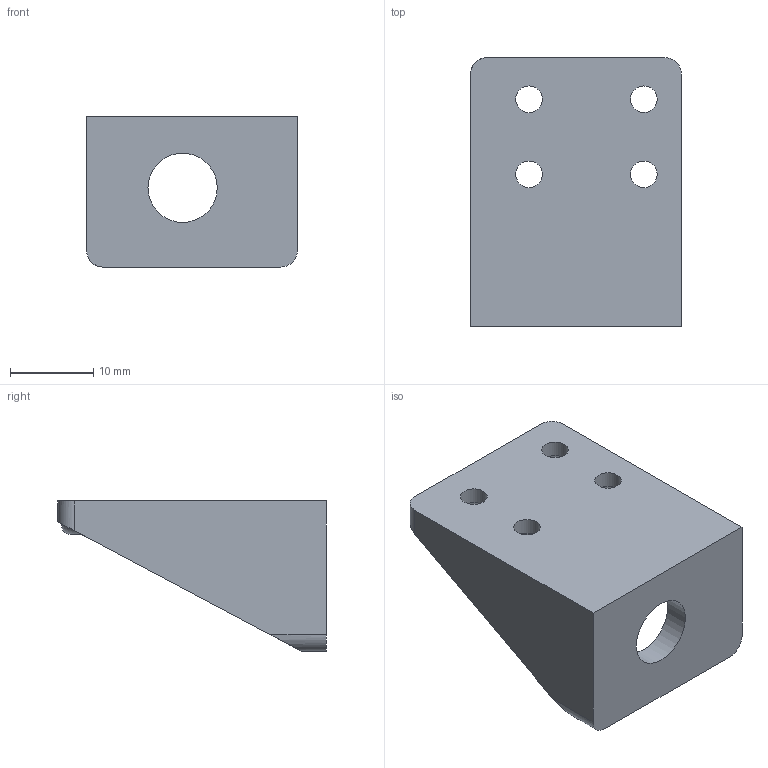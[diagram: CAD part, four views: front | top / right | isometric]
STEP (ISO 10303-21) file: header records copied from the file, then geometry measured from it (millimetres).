
FILE_DESCRIPTION(/* description */ (''),/* implementation_level */ '2;1');
FILE_NAME(/* name */ 'Inductive sensor mount.step',/* time_stamp */ '2022-10-01T21:01:18+08:00',/* author */ (''),/* organization */ (''),/* preprocessor_version */ 'ST-DEVELOPER v19',/* originating_system */ 'Autodesk Translation Framework v11.7.0.108',/* authorisation */ '');
FILE_SCHEMA (('AUTOMOTIVE_DESIGN { 1 0 10303 214 3 1 1 }'));
Length unit declared in the file: millimetre
Products named in the file (1): Inductive sensor mount
Bounding box: 25.25 x 32.2 x 18 mm (x, y, z)
Volume: 3664.8 mm3; surface area: 3395 mm2
Topology: 1 solids, 1 shells, 69 faces, 183 edges, 119 vertices
Faces by surface type: plane 43, cylinder 19, torus 4, bspline 3
Full cylindrical faces by diameter (mm): 3.2 x4, 8.3 x1
Entity records: 2442 total; most frequent: CARTESIAN_POINT 671, ORIENTED_EDGE 364, DIRECTION 347, EDGE_CURVE 182, LINE 125, VECTOR 125, VERTEX_POINT 119, AXIS2_PLACEMENT_3D 111
